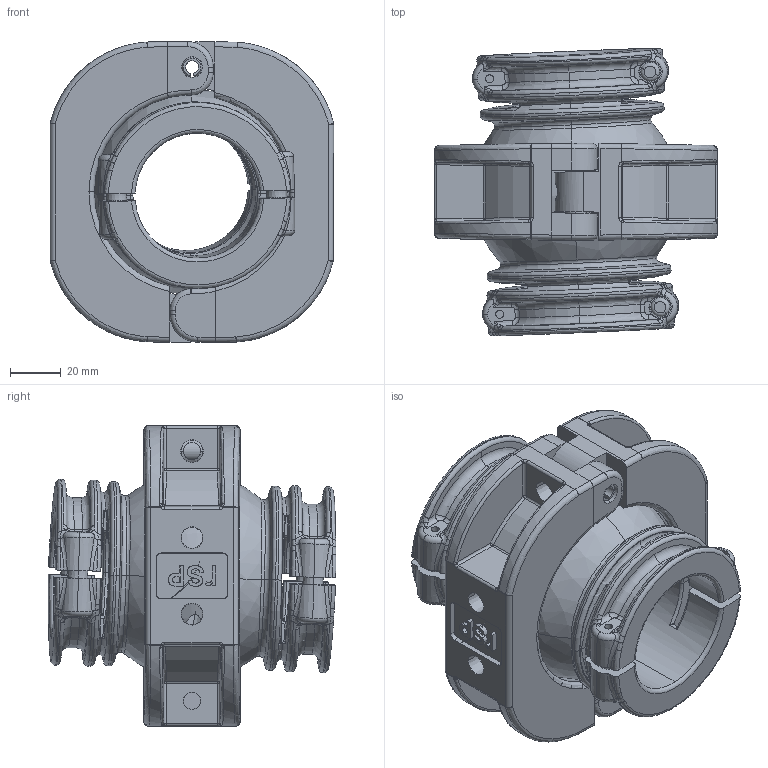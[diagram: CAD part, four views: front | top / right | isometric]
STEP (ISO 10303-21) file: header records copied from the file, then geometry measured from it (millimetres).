
FILE_DESCRIPTION (( 'STEP AP214' ), '1' );
FILE_NAME ('P8245.STEP', '2022-01-11T08:56:56', ( '' ), ( '' ), 'SwSTEP 2.0', 'SolidWorks 2019', '' );
FILE_SCHEMA (( 'AUTOMOTIVE_DESIGN' ));
Length unit declared in the file: millimetre
Products named in the file (1): P8245
Bounding box: 111.31 x 112.92 x 118.04 mm (x, y, z)
Volume: 357303.6 mm3; surface area: 122677.1 mm2
Topology: 14 solids, 14 shells, 1356 faces, 3405 edges, 2047 vertices
Faces by surface type: bspline 390, cylinder 383, plane 234, torus 184, cone 121, sphere 44
Entity records: 77913 total; most frequent: CARTESIAN_POINT 34078, ORIENTED_EDGE 6666, DIRECTION 5329, EDGE_CURVE 3333, AXIS2_PLACEMENT_3D 2257, VERTEX_POINT 2041, EDGE_LOOP 1444, UNCERTAINTY_MEASURE_WITH_UNIT 1372
